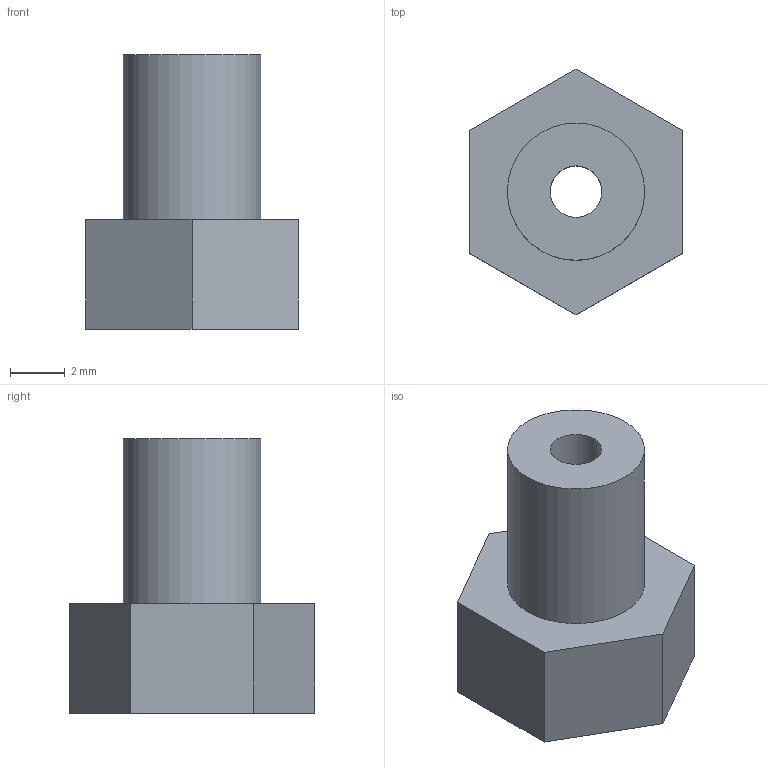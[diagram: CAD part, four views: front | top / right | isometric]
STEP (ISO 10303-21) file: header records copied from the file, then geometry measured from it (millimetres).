
FILE_DESCRIPTION((''),'2;1');
FILE_NAME('DIRECT DRIVE EXTRUDER FILLER.stp','2015-01-29T11:36:05',('jge'),(''),'Autodesk Inventor 2012','Autodesk Inventor 2012','');
FILE_SCHEMA(('AUTOMOTIVE_DESIGN { 1 0 10303 214 1 1 1 1 }'));
Length unit declared in the file: millimetre
Products named in the file (1): FILLER PIECE
Bounding box: 7.75 x 8.95 x 10 mm (x, y, z)
Volume: 278.1 mm3; surface area: 357.4 mm2
Topology: 1 solids, 1 shells, 12 faces, 26 edges, 17 vertices
Faces by surface type: plane 9, cylinder 2, cone 1
Full cylindrical faces by diameter (mm): 1.875 x1, 5 x1
Entity records: 342 total; most frequent: DIRECTION 54, CARTESIAN_POINT 53, ORIENTED_EDGE 46, EDGE_CURVE 23, AXIS2_PLACEMENT_3D 18, EDGE_LOOP 18, VECTOR 18, LINE 18
